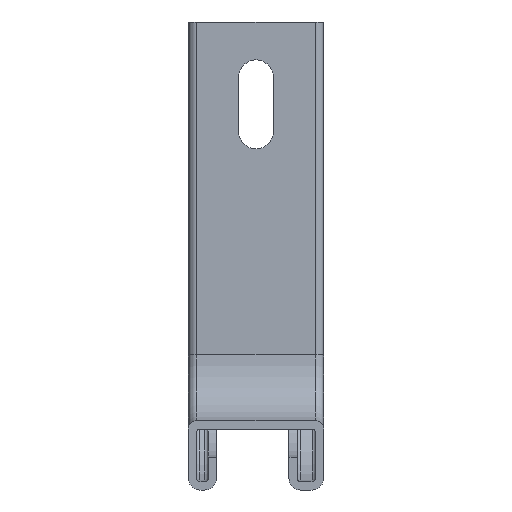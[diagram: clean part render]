
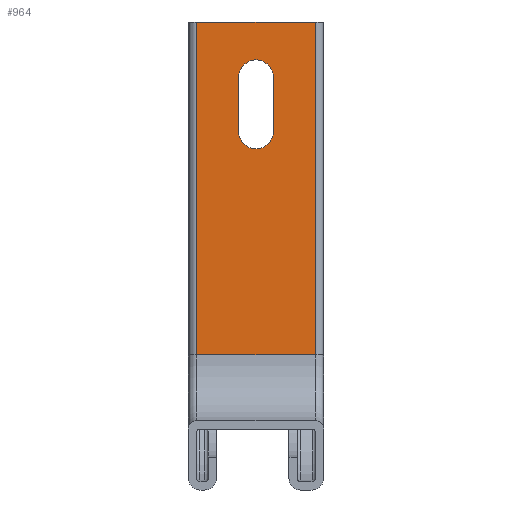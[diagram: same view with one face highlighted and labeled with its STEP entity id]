
A CAD part, front view. The second image highlights one B-rep face of the part: STEP entity #964.
In plain terms, the highlighted planar face has unit normal (0, -1, 0).
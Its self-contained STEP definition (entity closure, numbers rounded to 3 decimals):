
#540 = CARTESIAN_POINT ( 'NONE',  ( -20.5, 0., -101. ) ) ;
#541 = PLANE ( 'NONE',  #1201 ) ;
#547 = DIRECTION ( 'NONE',  ( 0., -1., 0. ) ) ;
#548 = DIRECTION ( 'NONE',  ( 1., 0., 0. ) ) ;
#964 = ADVANCED_FACE ( 'NONE', ( #2846, #2852 ), #541, .T. ) ;
#1201 = AXIS2_PLACEMENT_3D ( 'NONE', #540, #547, #548 ) ;
#1356 = CARTESIAN_POINT ( 'NONE',  ( 0., 0., -16.75 ) ) ;
#1357 = DIRECTION ( 'NONE',  ( 0., -1., 0. ) ) ;
#1358 = DIRECTION ( 'NONE',  ( 1., 0., 0. ) ) ;
#1360 = CARTESIAN_POINT ( 'NONE',  ( 5.25, 0., 0. ) ) ;
#1362 = DIRECTION ( 'NONE',  ( 0., 0., -1. ) ) ;
#1364 = CARTESIAN_POINT ( 'NONE',  ( 18., 0., -101. ) ) ;
#1366 = CARTESIAN_POINT ( 'NONE',  ( 0., 0., -33.25 ) ) ;
#1367 = DIRECTION ( 'NONE',  ( 0., -1., 0. ) ) ;
#1368 = DIRECTION ( 'NONE',  ( 1., 0., 0. ) ) ;
#1369 = CARTESIAN_POINT ( 'NONE',  ( -5.25, 0., 0. ) ) ;
#1370 = DIRECTION ( 'NONE',  ( 0., 0., -1. ) ) ;
#1371 = CARTESIAN_POINT ( 'NONE',  ( -20.5, 0., -101. ) ) ;
#1372 = DIRECTION ( 'NONE',  ( 1., 0., 0. ) ) ;
#1373 = DIRECTION ( 'NONE',  ( 0., 0., 1. ) ) ;
#1374 = CARTESIAN_POINT ( 'NONE',  ( -20.5, 0., 0. ) ) ;
#1375 = DIRECTION ( 'NONE',  ( 1., 0., 0. ) ) ;
#1376 = CARTESIAN_POINT ( 'NONE',  ( -18., 0., -101. ) ) ;
#1377 = DIRECTION ( 'NONE',  ( 0., 0., -1. ) ) ;
#1470 = EDGE_LOOP ( 'NONE', ( #2723, #2826, #2676, #2725 ) ) ;
#1472 = EDGE_LOOP ( 'NONE', ( #2828, #2681, #2727, #2830 ) ) ;
#1752 = CARTESIAN_POINT ( 'NONE',  ( 18., 0., 0. ) ) ;
#1753 = CARTESIAN_POINT ( 'NONE',  ( -18., 0., 0. ) ) ;
#1754 = CARTESIAN_POINT ( 'NONE',  ( -18., 0., -101. ) ) ;
#1756 = CARTESIAN_POINT ( 'NONE',  ( 5.25, 0., -33.25 ) ) ;
#1763 = CARTESIAN_POINT ( 'NONE',  ( 18., 0., -101. ) ) ;
#1764 = CARTESIAN_POINT ( 'NONE',  ( 5.25, 0., -16.75 ) ) ;
#1765 = CARTESIAN_POINT ( 'NONE',  ( -5.25, 0., -16.75 ) ) ;
#1771 = CARTESIAN_POINT ( 'NONE',  ( -5.25, 0., -33.25 ) ) ;
#2194 = AXIS2_PLACEMENT_3D ( 'NONE', #1356, #1357, #1358 ) ;
#2195 = AXIS2_PLACEMENT_3D ( 'NONE', #1366, #1367, #1368 ) ;
#2463 = EDGE_CURVE ( 'NONE', #3007, #3008, #2672, .T. ) ;
#2466 = EDGE_CURVE ( 'NONE', #3007, #2999, #2678, .T. ) ;
#2468 = EDGE_CURVE ( 'NONE', #3014, #2999, #2683, .T. ) ;
#2470 = EDGE_CURVE ( 'NONE', #3008, #3014, #2687, .T. ) ;
#2471 = EDGE_CURVE ( 'NONE', #2997, #3006, #2690, .T. ) ;
#2472 = EDGE_CURVE ( 'NONE', #3006, #2995, #2686, .T. ) ;
#2473 = EDGE_CURVE ( 'NONE', #2996, #2995, #2697, .T. ) ;
#2474 = EDGE_CURVE ( 'NONE', #2996, #2997, #2701, .T. ) ;
#2672 = CIRCLE ( 'NONE', #2194, 5.25 ) ;
#2676 = ORIENTED_EDGE ( 'NONE', *, *, #2466, .T. ) ;
#2678 = LINE ( 'NONE', #1360, #2682 ) ;
#2681 = ORIENTED_EDGE ( 'NONE', *, *, #2472, .T. ) ;
#2682 = VECTOR ( 'NONE', #1362, 1000. ) ;
#2683 = CIRCLE ( 'NONE', #2195, 5.25 ) ;
#2686 = LINE ( 'NONE', #1364, #2699 ) ;
#2687 = LINE ( 'NONE', #1369, #2692 ) ;
#2690 = LINE ( 'NONE', #1371, #2695 ) ;
#2692 = VECTOR ( 'NONE', #1370, 1000. ) ;
#2695 = VECTOR ( 'NONE', #1372, 1000. ) ;
#2697 = LINE ( 'NONE', #1374, #2703 ) ;
#2699 = VECTOR ( 'NONE', #1373, 1000. ) ;
#2701 = LINE ( 'NONE', #1376, #2707 ) ;
#2703 = VECTOR ( 'NONE', #1375, 1000. ) ;
#2707 = VECTOR ( 'NONE', #1377, 1000. ) ;
#2723 = ORIENTED_EDGE ( 'NONE', *, *, #2470, .F. ) ;
#2725 = ORIENTED_EDGE ( 'NONE', *, *, #2468, .F. ) ;
#2727 = ORIENTED_EDGE ( 'NONE', *, *, #2473, .F. ) ;
#2826 = ORIENTED_EDGE ( 'NONE', *, *, #2463, .F. ) ;
#2828 = ORIENTED_EDGE ( 'NONE', *, *, #2471, .T. ) ;
#2830 = ORIENTED_EDGE ( 'NONE', *, *, #2474, .T. ) ;
#2846 = FACE_BOUND ( 'NONE', #1470, .T. ) ;
#2852 = FACE_OUTER_BOUND ( 'NONE', #1472, .T. ) ;
#2995 = VERTEX_POINT ( 'NONE', #1752 ) ;
#2996 = VERTEX_POINT ( 'NONE', #1753 ) ;
#2997 = VERTEX_POINT ( 'NONE', #1754 ) ;
#2999 = VERTEX_POINT ( 'NONE', #1756 ) ;
#3006 = VERTEX_POINT ( 'NONE', #1763 ) ;
#3007 = VERTEX_POINT ( 'NONE', #1764 ) ;
#3008 = VERTEX_POINT ( 'NONE', #1765 ) ;
#3014 = VERTEX_POINT ( 'NONE', #1771 ) ;
